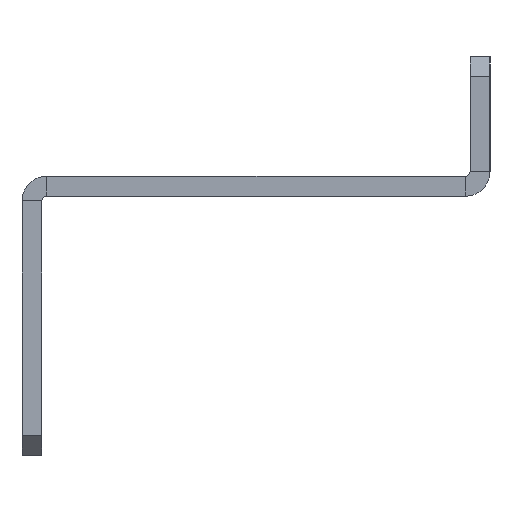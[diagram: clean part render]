
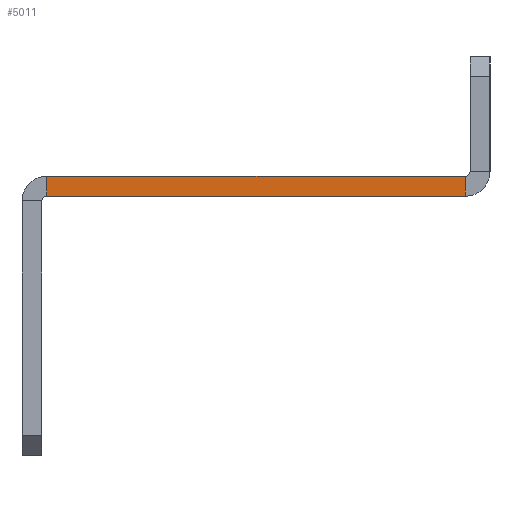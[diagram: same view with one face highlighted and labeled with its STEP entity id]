
A CAD part, left-side view. The second image highlights one B-rep face of the part: STEP entity #5011.
In plain terms, the highlighted planar face has unit normal (-1, 0, 0).
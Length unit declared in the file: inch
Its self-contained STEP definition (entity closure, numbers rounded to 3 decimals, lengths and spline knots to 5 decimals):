
#18 = VECTOR ( 'NONE', #5244, 39.37008 ) ;
#390 = VERTEX_POINT ( 'NONE', #7204 ) ;
#490 = EDGE_CURVE ( 'NONE', #1554, #4645, #5928, .T. ) ;
#565 = EDGE_CURVE ( 'NONE', #1554, #7319, #7415, .T. ) ;
#686 = VECTOR ( 'NONE', #3372, 39.37008 ) ;
#757 = CARTESIAN_POINT ( 'NONE',  ( 0., 2.781, -0.75 ) ) ;
#835 = ORIENTED_EDGE ( 'NONE', *, *, #6832, .T. ) ;
#1484 = CARTESIAN_POINT ( 'NONE',  ( 0., 0.154, -0.875 ) ) ;
#1554 = VERTEX_POINT ( 'NONE', #1484 ) ;
#2322 = DIRECTION ( 'NONE',  ( -1., 0., 0. ) ) ;
#2386 = LINE ( 'NONE', #757, #686 ) ;
#2893 = DIRECTION ( 'NONE',  ( 0., 0., 1. ) ) ;
#3300 = CARTESIAN_POINT ( 'NONE',  ( 0., 2.781, -0.875 ) ) ;
#3372 = DIRECTION ( 'NONE',  ( 0., 0., -1. ) ) ;
#3440 = VECTOR ( 'NONE', #3942, 39.37008 ) ;
#3942 = DIRECTION ( 'NONE',  ( 0., 1., 0. ) ) ;
#3994 = CARTESIAN_POINT ( 'NONE',  ( 0., 0., -0.75 ) ) ;
#4165 = CARTESIAN_POINT ( 'NONE',  ( 0., 0., -0.875 ) ) ;
#4238 = AXIS2_PLACEMENT_3D ( 'NONE', #6977, #2322, #2893 ) ;
#4494 = PLANE ( 'NONE',  #4238 ) ;
#4584 = FACE_OUTER_BOUND ( 'NONE', #6416, .T. ) ;
#4645 = VERTEX_POINT ( 'NONE', #6929 ) ;
#5011 = ADVANCED_FACE ( 'NONE', ( #4584 ), #4494, .T. ) ;
#5244 = DIRECTION ( 'NONE',  ( 0., 0., 1. ) ) ;
#5395 = CARTESIAN_POINT ( 'NONE',  ( 0., 0.154, -0.875 ) ) ;
#5633 = ORIENTED_EDGE ( 'NONE', *, *, #7144, .T. ) ;
#5928 = LINE ( 'NONE', #5395, #18 ) ;
#6416 = EDGE_LOOP ( 'NONE', ( #6724, #6787, #835, #5633 ) ) ;
#6705 = LINE ( 'NONE', #3994, #6790 ) ;
#6724 = ORIENTED_EDGE ( 'NONE', *, *, #565, .F. ) ;
#6787 = ORIENTED_EDGE ( 'NONE', *, *, #490, .T. ) ;
#6790 = VECTOR ( 'NONE', #6916, 39.37008 ) ;
#6832 = EDGE_CURVE ( 'NONE', #4645, #390, #6705, .T. ) ;
#6916 = DIRECTION ( 'NONE',  ( 0., 1., 0. ) ) ;
#6929 = CARTESIAN_POINT ( 'NONE',  ( 0., 0.154, -0.75 ) ) ;
#6977 = CARTESIAN_POINT ( 'NONE',  ( 0., 0.125, -0.721 ) ) ;
#7144 = EDGE_CURVE ( 'NONE', #390, #7319, #2386, .T. ) ;
#7204 = CARTESIAN_POINT ( 'NONE',  ( 0., 2.781, -0.75 ) ) ;
#7319 = VERTEX_POINT ( 'NONE', #3300 ) ;
#7415 = LINE ( 'NONE', #4165, #3440 ) ;
